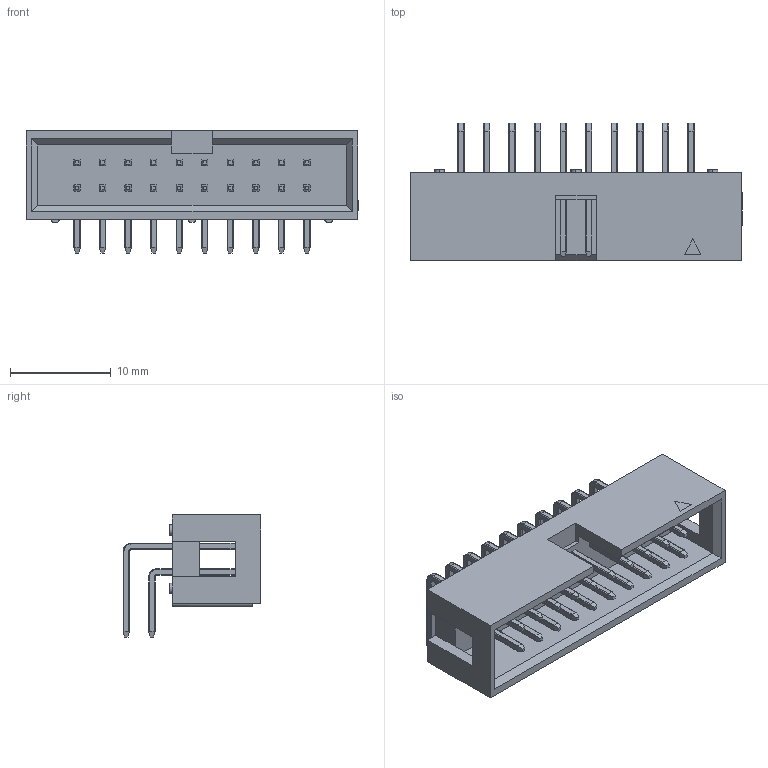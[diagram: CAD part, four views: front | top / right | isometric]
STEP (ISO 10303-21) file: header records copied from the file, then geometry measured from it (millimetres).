
FILE_DESCRIPTION(('Open CASCADE Model'),'2;1');
FILE_NAME('Open CASCADE Shape Model','2026-02-20T22:09:11',('Author'),( 'Open CASCADE'),'Open CASCADE STEP processor 7.8','Open CASCADE 7.8' ,'Unknown');
FILE_SCHEMA(('AUTOMOTIVE_DESIGN { 1 0 10303 214 1 1 1 1 }'));
Length unit declared in the file: millimetre
Products named in the file (1): SOLID
Bounding box: 33.02 x 13.71 x 12.15 mm (x, y, z)
Volume: 1468.1 mm3; surface area: 2486.3 mm2
Topology: 1 solids, 1 shells, 1047 faces, 2781 edges, 1798 vertices
Faces by surface type: bspline 1047
Entity records: 37997 total; most frequent: CARTESIAN_POINT 14609, ORIENTED_EDGE 5562, EDGE_CURVE 2781, B_SPLINE_CURVE_WITH_KNOTS 1945, VERTEX_POINT 1798, FACE_BOUND 1113, EDGE_LOOP 1113, PRESENTATION_STYLE_ASSIGNMENT 1048
